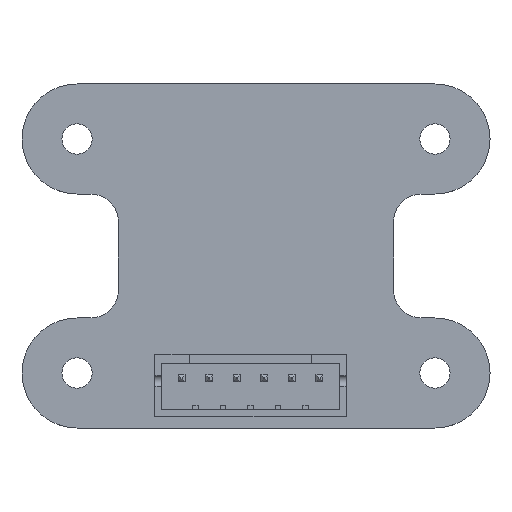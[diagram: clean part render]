
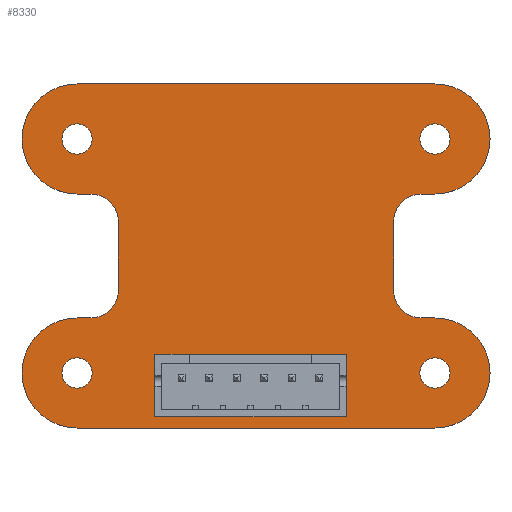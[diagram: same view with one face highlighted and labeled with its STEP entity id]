
A CAD part, top view. The second image highlights one B-rep face of the part: STEP entity #8330.
In plain terms, the highlighted planar face has unit normal (0, 0, 1).
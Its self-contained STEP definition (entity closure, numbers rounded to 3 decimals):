
#8003 = VERTEX_POINT('',#8004);
#8004 = CARTESIAN_POINT('',(153.,-83.8,1.6));
#8010 = EDGE_CURVE('',#8003,#8011,#8013,.T.);
#8011 = VERTEX_POINT('',#8012);
#8012 = CARTESIAN_POINT('',(153.,-91.8,1.6));
#8013 = CIRCLE('',#8014,4.);
#8014 = AXIS2_PLACEMENT_3D('',#8015,#8016,#8017);
#8015 = CARTESIAN_POINT('',(153.,-87.8,1.6));
#8016 = DIRECTION('',(0.,0.,-1.));
#8017 = DIRECTION('',(0.,1.,0.));
#8045 = VERTEX_POINT('',#8046);
#8046 = CARTESIAN_POINT('',(127.,-83.8,1.6));
#8052 = EDGE_CURVE('',#8045,#8003,#8053,.T.);
#8053 = LINE('',#8054,#8055);
#8054 = CARTESIAN_POINT('',(127.,-83.8,1.6));
#8055 = VECTOR('',#8056,1.);
#8056 = DIRECTION('',(1.,0.,0.));
#8074 = EDGE_CURVE('',#8011,#8075,#8077,.T.);
#8075 = VERTEX_POINT('',#8076);
#8076 = CARTESIAN_POINT('',(152.,-91.8,1.6));
#8077 = LINE('',#8078,#8079);
#8078 = CARTESIAN_POINT('',(153.,-91.8,1.6));
#8079 = VECTOR('',#8080,1.);
#8080 = DIRECTION('',(-1.,0.,0.));
#8330 = ADVANCED_FACE('',(#8331,#8445,#8456,#8467,#8478,#8489,#8500,
    #8511,#8522,#8533,#8544),#8555,.F.);
#8331 = FACE_BOUND('',#8332,.F.);
#8332 = EDGE_LOOP('',(#8333,#8334,#8335,#8344,#8352,#8361,#8369,#8378,
    #8386,#8395,#8403,#8412,#8420,#8429,#8437,#8444));
#8333 = ORIENTED_EDGE('',*,*,#8010,.T.);
#8334 = ORIENTED_EDGE('',*,*,#8074,.T.);
#8335 = ORIENTED_EDGE('',*,*,#8336,.T.);
#8336 = EDGE_CURVE('',#8075,#8337,#8339,.T.);
#8337 = VERTEX_POINT('',#8338);
#8338 = CARTESIAN_POINT('',(150.,-93.8,1.6));
#8339 = CIRCLE('',#8340,2.);
#8340 = AXIS2_PLACEMENT_3D('',#8341,#8342,#8343);
#8341 = CARTESIAN_POINT('',(152.,-93.8,1.6));
#8342 = DIRECTION('',(0.,0.,1.));
#8343 = DIRECTION('',(0.,1.,-0.));
#8344 = ORIENTED_EDGE('',*,*,#8345,.T.);
#8345 = EDGE_CURVE('',#8337,#8346,#8348,.T.);
#8346 = VERTEX_POINT('',#8347);
#8347 = CARTESIAN_POINT('',(150.,-98.8,1.6));
#8348 = LINE('',#8349,#8350);
#8349 = CARTESIAN_POINT('',(150.,-93.8,1.6));
#8350 = VECTOR('',#8351,1.);
#8351 = DIRECTION('',(0.,-1.,0.));
#8352 = ORIENTED_EDGE('',*,*,#8353,.T.);
#8353 = EDGE_CURVE('',#8346,#8354,#8356,.T.);
#8354 = VERTEX_POINT('',#8355);
#8355 = CARTESIAN_POINT('',(152.,-100.8,1.6));
#8356 = CIRCLE('',#8357,2.);
#8357 = AXIS2_PLACEMENT_3D('',#8358,#8359,#8360);
#8358 = CARTESIAN_POINT('',(152.,-98.8,1.6));
#8359 = DIRECTION('',(0.,0.,1.));
#8360 = DIRECTION('',(-1.,0.,0.));
#8361 = ORIENTED_EDGE('',*,*,#8362,.T.);
#8362 = EDGE_CURVE('',#8354,#8363,#8365,.T.);
#8363 = VERTEX_POINT('',#8364);
#8364 = CARTESIAN_POINT('',(153.,-100.8,1.6));
#8365 = LINE('',#8366,#8367);
#8366 = CARTESIAN_POINT('',(152.,-100.8,1.6));
#8367 = VECTOR('',#8368,1.);
#8368 = DIRECTION('',(1.,0.,0.));
#8369 = ORIENTED_EDGE('',*,*,#8370,.T.);
#8370 = EDGE_CURVE('',#8363,#8371,#8373,.T.);
#8371 = VERTEX_POINT('',#8372);
#8372 = CARTESIAN_POINT('',(153.,-108.8,1.6));
#8373 = CIRCLE('',#8374,4.);
#8374 = AXIS2_PLACEMENT_3D('',#8375,#8376,#8377);
#8375 = CARTESIAN_POINT('',(153.,-104.8,1.6));
#8376 = DIRECTION('',(0.,0.,-1.));
#8377 = DIRECTION('',(0.,1.,0.));
#8378 = ORIENTED_EDGE('',*,*,#8379,.T.);
#8379 = EDGE_CURVE('',#8371,#8380,#8382,.T.);
#8380 = VERTEX_POINT('',#8381);
#8381 = CARTESIAN_POINT('',(127.,-108.8,1.6));
#8382 = LINE('',#8383,#8384);
#8383 = CARTESIAN_POINT('',(153.,-108.8,1.6));
#8384 = VECTOR('',#8385,1.);
#8385 = DIRECTION('',(-1.,0.,0.));
#8386 = ORIENTED_EDGE('',*,*,#8387,.T.);
#8387 = EDGE_CURVE('',#8380,#8388,#8390,.T.);
#8388 = VERTEX_POINT('',#8389);
#8389 = CARTESIAN_POINT('',(127.,-100.8,1.6));
#8390 = CIRCLE('',#8391,4.);
#8391 = AXIS2_PLACEMENT_3D('',#8392,#8393,#8394);
#8392 = CARTESIAN_POINT('',(127.,-104.8,1.6));
#8393 = DIRECTION('',(0.,0.,-1.));
#8394 = DIRECTION('',(0.,-1.,0.));
#8395 = ORIENTED_EDGE('',*,*,#8396,.T.);
#8396 = EDGE_CURVE('',#8388,#8397,#8399,.T.);
#8397 = VERTEX_POINT('',#8398);
#8398 = CARTESIAN_POINT('',(128.,-100.8,1.6));
#8399 = LINE('',#8400,#8401);
#8400 = CARTESIAN_POINT('',(127.,-100.8,1.6));
#8401 = VECTOR('',#8402,1.);
#8402 = DIRECTION('',(1.,0.,0.));
#8403 = ORIENTED_EDGE('',*,*,#8404,.T.);
#8404 = EDGE_CURVE('',#8397,#8405,#8407,.T.);
#8405 = VERTEX_POINT('',#8406);
#8406 = CARTESIAN_POINT('',(130.,-98.8,1.6));
#8407 = CIRCLE('',#8408,2.);
#8408 = AXIS2_PLACEMENT_3D('',#8409,#8410,#8411);
#8409 = CARTESIAN_POINT('',(128.,-98.8,1.6));
#8410 = DIRECTION('',(0.,0.,1.));
#8411 = DIRECTION('',(0.,-1.,0.));
#8412 = ORIENTED_EDGE('',*,*,#8413,.T.);
#8413 = EDGE_CURVE('',#8405,#8414,#8416,.T.);
#8414 = VERTEX_POINT('',#8415);
#8415 = CARTESIAN_POINT('',(130.,-93.8,1.6));
#8416 = LINE('',#8417,#8418);
#8417 = CARTESIAN_POINT('',(130.,-98.8,1.6));
#8418 = VECTOR('',#8419,1.);
#8419 = DIRECTION('',(0.,1.,0.));
#8420 = ORIENTED_EDGE('',*,*,#8421,.T.);
#8421 = EDGE_CURVE('',#8414,#8422,#8424,.T.);
#8422 = VERTEX_POINT('',#8423);
#8423 = CARTESIAN_POINT('',(128.,-91.8,1.6));
#8424 = CIRCLE('',#8425,2.);
#8425 = AXIS2_PLACEMENT_3D('',#8426,#8427,#8428);
#8426 = CARTESIAN_POINT('',(128.,-93.8,1.6));
#8427 = DIRECTION('',(0.,0.,1.));
#8428 = DIRECTION('',(1.,0.,0.));
#8429 = ORIENTED_EDGE('',*,*,#8430,.T.);
#8430 = EDGE_CURVE('',#8422,#8431,#8433,.T.);
#8431 = VERTEX_POINT('',#8432);
#8432 = CARTESIAN_POINT('',(127.,-91.8,1.6));
#8433 = LINE('',#8434,#8435);
#8434 = CARTESIAN_POINT('',(128.,-91.8,1.6));
#8435 = VECTOR('',#8436,1.);
#8436 = DIRECTION('',(-1.,0.,0.));
#8437 = ORIENTED_EDGE('',*,*,#8438,.T.);
#8438 = EDGE_CURVE('',#8431,#8045,#8439,.T.);
#8439 = CIRCLE('',#8440,4.);
#8440 = AXIS2_PLACEMENT_3D('',#8441,#8442,#8443);
#8441 = CARTESIAN_POINT('',(127.,-87.8,1.6));
#8442 = DIRECTION('',(0.,0.,-1.));
#8443 = DIRECTION('',(0.,-1.,0.));
#8444 = ORIENTED_EDGE('',*,*,#8052,.T.);
#8445 = FACE_BOUND('',#8446,.F.);
#8446 = EDGE_LOOP('',(#8447));
#8447 = ORIENTED_EDGE('',*,*,#8448,.T.);
#8448 = EDGE_CURVE('',#8449,#8449,#8451,.T.);
#8449 = VERTEX_POINT('',#8450);
#8450 = CARTESIAN_POINT('',(154.1,-104.8,1.6));
#8451 = CIRCLE('',#8452,1.1);
#8452 = AXIS2_PLACEMENT_3D('',#8453,#8454,#8455);
#8453 = CARTESIAN_POINT('',(153.,-104.8,1.6));
#8454 = DIRECTION('',(0.,0.,1.));
#8455 = DIRECTION('',(1.,0.,-0.));
#8456 = FACE_BOUND('',#8457,.F.);
#8457 = EDGE_LOOP('',(#8458));
#8458 = ORIENTED_EDGE('',*,*,#8459,.F.);
#8459 = EDGE_CURVE('',#8460,#8460,#8462,.T.);
#8460 = VERTEX_POINT('',#8461);
#8461 = CARTESIAN_POINT('',(144.6,-105.565,1.6));
#8462 = CIRCLE('',#8463,0.375);
#8463 = AXIS2_PLACEMENT_3D('',#8464,#8465,#8466);
#8464 = CARTESIAN_POINT('',(144.6,-105.19,1.6));
#8465 = DIRECTION('',(-0.,0.,-1.));
#8466 = DIRECTION('',(-0.,-1.,0.));
#8467 = FACE_BOUND('',#8468,.F.);
#8468 = EDGE_LOOP('',(#8469));
#8469 = ORIENTED_EDGE('',*,*,#8470,.F.);
#8470 = EDGE_CURVE('',#8471,#8471,#8473,.T.);
#8471 = VERTEX_POINT('',#8472);
#8472 = CARTESIAN_POINT('',(142.6,-105.565,1.6));
#8473 = CIRCLE('',#8474,0.375);
#8474 = AXIS2_PLACEMENT_3D('',#8475,#8476,#8477);
#8475 = CARTESIAN_POINT('',(142.6,-105.19,1.6));
#8476 = DIRECTION('',(-0.,0.,-1.));
#8477 = DIRECTION('',(-0.,-1.,0.));
#8478 = FACE_BOUND('',#8479,.F.);
#8479 = EDGE_LOOP('',(#8480));
#8480 = ORIENTED_EDGE('',*,*,#8481,.F.);
#8481 = EDGE_CURVE('',#8482,#8482,#8484,.T.);
#8482 = VERTEX_POINT('',#8483);
#8483 = CARTESIAN_POINT('',(140.6,-105.565,1.6));
#8484 = CIRCLE('',#8485,0.375);
#8485 = AXIS2_PLACEMENT_3D('',#8486,#8487,#8488);
#8486 = CARTESIAN_POINT('',(140.6,-105.19,1.6));
#8487 = DIRECTION('',(-0.,0.,-1.));
#8488 = DIRECTION('',(-0.,-1.,0.));
#8489 = FACE_BOUND('',#8490,.F.);
#8490 = EDGE_LOOP('',(#8491));
#8491 = ORIENTED_EDGE('',*,*,#8492,.F.);
#8492 = EDGE_CURVE('',#8493,#8493,#8495,.T.);
#8493 = VERTEX_POINT('',#8494);
#8494 = CARTESIAN_POINT('',(138.6,-105.565,1.6));
#8495 = CIRCLE('',#8496,0.375);
#8496 = AXIS2_PLACEMENT_3D('',#8497,#8498,#8499);
#8497 = CARTESIAN_POINT('',(138.6,-105.19,1.6));
#8498 = DIRECTION('',(-0.,0.,-1.));
#8499 = DIRECTION('',(-0.,-1.,0.));
#8500 = FACE_BOUND('',#8501,.F.);
#8501 = EDGE_LOOP('',(#8502));
#8502 = ORIENTED_EDGE('',*,*,#8503,.F.);
#8503 = EDGE_CURVE('',#8504,#8504,#8506,.T.);
#8504 = VERTEX_POINT('',#8505);
#8505 = CARTESIAN_POINT('',(136.6,-105.565,1.6));
#8506 = CIRCLE('',#8507,0.375);
#8507 = AXIS2_PLACEMENT_3D('',#8508,#8509,#8510);
#8508 = CARTESIAN_POINT('',(136.6,-105.19,1.6));
#8509 = DIRECTION('',(-0.,0.,-1.));
#8510 = DIRECTION('',(-0.,-1.,0.));
#8511 = FACE_BOUND('',#8512,.F.);
#8512 = EDGE_LOOP('',(#8513));
#8513 = ORIENTED_EDGE('',*,*,#8514,.F.);
#8514 = EDGE_CURVE('',#8515,#8515,#8517,.T.);
#8515 = VERTEX_POINT('',#8516);
#8516 = CARTESIAN_POINT('',(134.6,-105.565,1.6));
#8517 = CIRCLE('',#8518,0.375);
#8518 = AXIS2_PLACEMENT_3D('',#8519,#8520,#8521);
#8519 = CARTESIAN_POINT('',(134.6,-105.19,1.6));
#8520 = DIRECTION('',(-0.,0.,-1.));
#8521 = DIRECTION('',(-0.,-1.,0.));
#8522 = FACE_BOUND('',#8523,.F.);
#8523 = EDGE_LOOP('',(#8524));
#8524 = ORIENTED_EDGE('',*,*,#8525,.T.);
#8525 = EDGE_CURVE('',#8526,#8526,#8528,.T.);
#8526 = VERTEX_POINT('',#8527);
#8527 = CARTESIAN_POINT('',(128.1,-104.8,1.6));
#8528 = CIRCLE('',#8529,1.1);
#8529 = AXIS2_PLACEMENT_3D('',#8530,#8531,#8532);
#8530 = CARTESIAN_POINT('',(127.,-104.8,1.6));
#8531 = DIRECTION('',(0.,0.,1.));
#8532 = DIRECTION('',(1.,0.,-0.));
#8533 = FACE_BOUND('',#8534,.F.);
#8534 = EDGE_LOOP('',(#8535));
#8535 = ORIENTED_EDGE('',*,*,#8536,.T.);
#8536 = EDGE_CURVE('',#8537,#8537,#8539,.T.);
#8537 = VERTEX_POINT('',#8538);
#8538 = CARTESIAN_POINT('',(154.1,-87.8,1.6));
#8539 = CIRCLE('',#8540,1.1);
#8540 = AXIS2_PLACEMENT_3D('',#8541,#8542,#8543);
#8541 = CARTESIAN_POINT('',(153.,-87.8,1.6));
#8542 = DIRECTION('',(0.,0.,1.));
#8543 = DIRECTION('',(1.,0.,-0.));
#8544 = FACE_BOUND('',#8545,.F.);
#8545 = EDGE_LOOP('',(#8546));
#8546 = ORIENTED_EDGE('',*,*,#8547,.T.);
#8547 = EDGE_CURVE('',#8548,#8548,#8550,.T.);
#8548 = VERTEX_POINT('',#8549);
#8549 = CARTESIAN_POINT('',(128.1,-87.8,1.6));
#8550 = CIRCLE('',#8551,1.1);
#8551 = AXIS2_PLACEMENT_3D('',#8552,#8553,#8554);
#8552 = CARTESIAN_POINT('',(127.,-87.8,1.6));
#8553 = DIRECTION('',(0.,0.,1.));
#8554 = DIRECTION('',(1.,0.,-0.));
#8555 = PLANE('',#8556);
#8556 = AXIS2_PLACEMENT_3D('',#8557,#8558,#8559);
#8557 = CARTESIAN_POINT('',(140.,-96.3,1.6));
#8558 = DIRECTION('',(-0.,-0.,-1.));
#8559 = DIRECTION('',(-1.,0.,0.));
